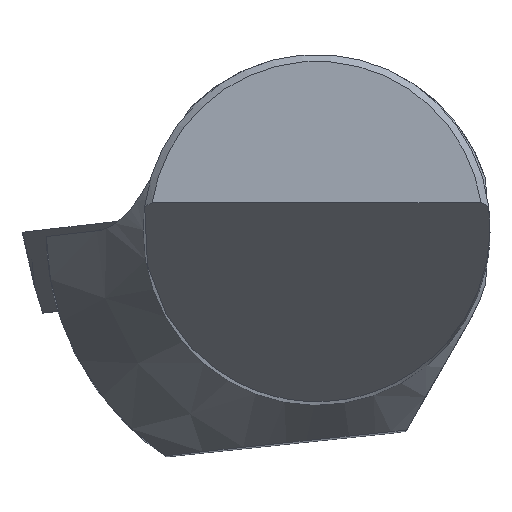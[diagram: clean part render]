
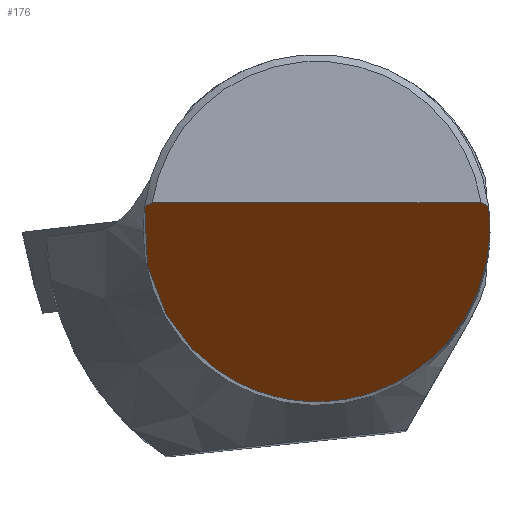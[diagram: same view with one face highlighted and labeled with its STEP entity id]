
A CAD part, top view. The second image highlights one B-rep face of the part: STEP entity #176.
In plain terms, the highlighted planar face has unit normal (0, -0.866, 0.5).
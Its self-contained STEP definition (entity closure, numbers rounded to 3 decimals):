
#135=B_SPLINE_CURVE_WITH_KNOTS('',3,(#1111,#1112,#1113,#1114),
 .UNSPECIFIED.,.F.,.F.,(4,4),(0.,1.),.UNSPECIFIED.);
#136=B_SPLINE_CURVE_WITH_KNOTS('',3,(#1115,#1116,#1117,#1118),
 .UNSPECIFIED.,.F.,.F.,(4,4),(0.,1.),.UNSPECIFIED.);
#176=ADVANCED_FACE('',(#230),#209,.T.);
#209=PLANE('',#766);
#230=FACE_OUTER_BOUND('',#257,.T.);
#257=EDGE_LOOP('',(#408,#409,#410,#411));
#308=LINE('',#1094,#343);
#343=VECTOR('',#867,1.);
#408=ORIENTED_EDGE('',*,*,#613,.F.);
#409=ORIENTED_EDGE('',*,*,#604,.T.);
#410=ORIENTED_EDGE('',*,*,#612,.F.);
#411=ORIENTED_EDGE('',*,*,#610,.T.);
#543=VERTEX_POINT('',#1095);
#544=VERTEX_POINT('',#1096);
#548=VERTEX_POINT('',#1107);
#549=VERTEX_POINT('',#1108);
#604=EDGE_CURVE('',#543,#544,#308,.T.);
#610=EDGE_CURVE('',#548,#549,#670,.T.);
#612=EDGE_CURVE('',#548,#544,#135,.T.);
#613=EDGE_CURVE('',#543,#549,#136,.T.);
#670=ELLIPSE('',#762,9.996,4.998);
#762=AXIS2_PLACEMENT_3D('',#1106,#880,#881);
#766=AXIS2_PLACEMENT_3D('',#1120,#888,#889);
#867=DIRECTION('',(-1.,0.,0.));
#880=DIRECTION('',(0.,-0.866,0.5));
#881=DIRECTION('',(0.,0.5,0.866));
#888=DIRECTION('',(0.,-0.866,0.5));
#889=DIRECTION('',(0.,0.5,0.866));
#1094=CARTESIAN_POINT('',(-4.998,0.722,1.25));
#1095=CARTESIAN_POINT('',(4.743,0.722,1.25));
#1096=CARTESIAN_POINT('',(-4.743,0.722,1.25));
#1106=CARTESIAN_POINT('',(0.,0.,0.));
#1107=CARTESIAN_POINT('',(-4.961,0.606,1.05));
#1108=CARTESIAN_POINT('',(4.961,0.606,1.05));
#1111=CARTESIAN_POINT('',(-4.961,0.606,1.05));
#1112=CARTESIAN_POINT('',(-4.889,0.645,1.117));
#1113=CARTESIAN_POINT('',(-4.816,0.683,1.184));
#1114=CARTESIAN_POINT('',(-4.743,0.722,1.25));
#1115=CARTESIAN_POINT('',(4.743,0.722,1.25));
#1116=CARTESIAN_POINT('',(4.816,0.683,1.184));
#1117=CARTESIAN_POINT('',(4.889,0.645,1.117));
#1118=CARTESIAN_POINT('',(4.961,0.606,1.05));
#1120=CARTESIAN_POINT('',(-0.5,0.,0.));
